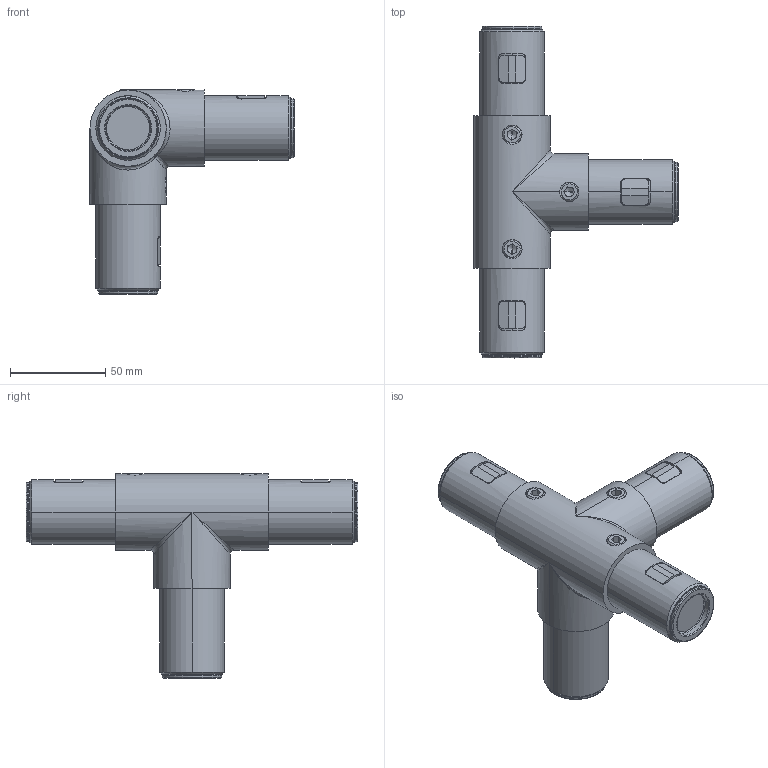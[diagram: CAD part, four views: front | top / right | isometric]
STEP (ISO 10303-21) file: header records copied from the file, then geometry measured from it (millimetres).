
FILE_DESCRIPTION (( 'STEP AP214' ), '1' );
FILE_NAME ('AL-SPS.JC40.A90T 鼁闉罻.STEP', '2026-02-17T07:19:33', ( '' ), ( '' ), 'SwSTEP 2.0', 'SolidWorks 2021', '' );
FILE_SCHEMA (( 'AUTOMOTIVE_DESIGN' ));
Length unit declared in the file: millimetre
Products named in the file (8): ____-2^SPS.JC40.A45L.L.STEP; AL-SPS.JC40.A90T; ____-0^SPS.JC40.A45L.L.STEP; ____-1^____________1_SPS.JC40.A45L.L.STEP; ____^____________1_SPS.JC40.A45L.L.STEP; hex socket set screws with cone point gb_GB_FASTENER_SCREWS_HSCP M10X16-C^SPS.JC40.A45L.L.STEP; AL-SPS.JC40.A90T 鼁闉罻; 栖闉罻18^AL-SPS.JC40.A90T 鼁闉罻
Assembly tree (18 placements, depth 3):
  AL-SPS.JC40.A90T 鼁闉罻
    AL-SPS.JC40.A90T
    ____-2^SPS.JC40.A45L.L.STEP  x4
    ____-0^SPS.JC40.A45L.L.STEP  x4
    hex socket set screws with cone point gb_GB_FASTENER_SCREWS_HSCP M10X16-C^SPS.JC40.A45L.L.STEP  x4
    栖闉罻18^AL-SPS.JC40.A90T 鼁闉罻  x3
      ____^____________1_SPS.JC40.A45L.L.STEP
      ____-1^____________1_SPS.JC40.A45L.L.STEP
Bounding box: 107 x 174 x 107 mm (x, y, z)
Volume: 272777.8 mm3; surface area: 82385.2 mm2
Topology: 19 solids, 19 shells, 509 faces, 1219 edges, 745 vertices
Faces by surface type: plane 221, cylinder 130, cone 85, bspline 71, sphere 2
Entity records: 16792 total; most frequent: CARTESIAN_POINT 9989, ORIENTED_EDGE 1168, DIRECTION 1062, EDGE_CURVE 584, AXIS2_PLACEMENT_3D 403, VERTEX_POINT 366, EDGE_LOOP 264, LINE 256
